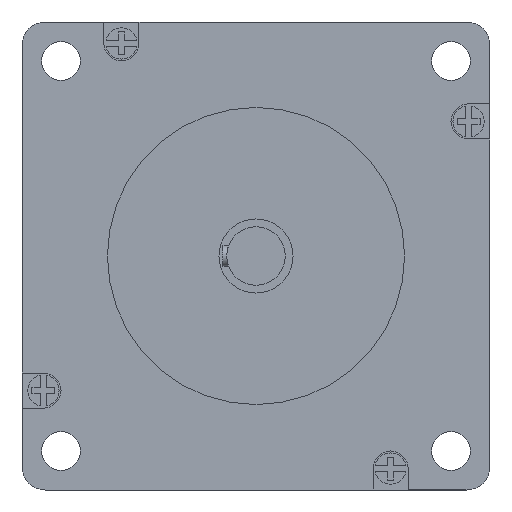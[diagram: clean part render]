
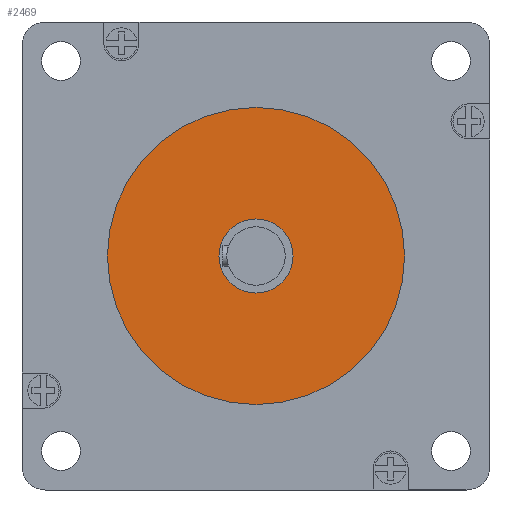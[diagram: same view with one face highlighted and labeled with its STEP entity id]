
A CAD part, left-side view. The second image highlights one B-rep face of the part: STEP entity #2469.
In plain terms, the highlighted planar face has unit normal (-1, 0, 0).
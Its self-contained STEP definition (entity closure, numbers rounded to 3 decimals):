
#154 = DIRECTION ( 'NONE',  ( 0., 0., 1. ) ) ;
#260 = VERTEX_POINT ( 'NONE', #1255 ) ;
#330 = AXIS2_PLACEMENT_3D ( 'NONE', #1568, #4103, #1932 ) ;
#498 = CARTESIAN_POINT ( 'NONE',  ( -57.6, 0., 0. ) ) ;
#504 = DIRECTION ( 'NONE',  ( -1., 0., 0. ) ) ;
#596 = DIRECTION ( 'NONE',  ( -1., 0., 0. ) ) ;
#628 = CARTESIAN_POINT ( 'NONE',  ( -57.6, 0., 19.05 ) ) ;
#1003 = DIRECTION ( 'NONE',  ( 0., 0., 1. ) ) ;
#1064 = AXIS2_PLACEMENT_3D ( 'NONE', #3766, #504, #1953 ) ;
#1118 = ORIENTED_EDGE ( 'NONE', *, *, #4347, .T. ) ;
#1255 = CARTESIAN_POINT ( 'NONE',  ( -57.6, 0., 4.75 ) ) ;
#1449 = EDGE_LOOP ( 'NONE', ( #3426, #1118 ) ) ;
#1522 = PLANE ( 'NONE',  #330 ) ;
#1568 = CARTESIAN_POINT ( 'NONE',  ( -57.6, 0., 0. ) ) ;
#1767 = AXIS2_PLACEMENT_3D ( 'NONE', #498, #3428, #154 ) ;
#1932 = DIRECTION ( 'NONE',  ( 0., 0., 1. ) ) ;
#1953 = DIRECTION ( 'NONE',  ( 0., 0., 1. ) ) ;
#1970 = FACE_BOUND ( 'NONE', #4415, .T. ) ;
#2071 = EDGE_CURVE ( 'NONE', #260, #3929, #2521, .T. ) ;
#2434 = AXIS2_PLACEMENT_3D ( 'NONE', #3181, #3490, #1003 ) ;
#2469 = ADVANCED_FACE ( 'NONE', ( #1970, #2691 ), #1522, .T. ) ;
#2521 = CIRCLE ( 'NONE', #1064, 4.75 ) ;
#2631 = EDGE_CURVE ( 'NONE', #3921, #3253, #3443, .T. ) ;
#2691 = FACE_OUTER_BOUND ( 'NONE', #1449, .T. ) ;
#2735 = CARTESIAN_POINT ( 'NONE',  ( -57.6, 0., -4.75 ) ) ;
#2748 = CIRCLE ( 'NONE', #4200, 4.75 ) ;
#2761 = ORIENTED_EDGE ( 'NONE', *, *, #3239, .F. ) ;
#3181 = CARTESIAN_POINT ( 'NONE',  ( -57.6, 0., 0. ) ) ;
#3239 = EDGE_CURVE ( 'NONE', #3929, #260, #2748, .T. ) ;
#3253 = VERTEX_POINT ( 'NONE', #628 ) ;
#3426 = ORIENTED_EDGE ( 'NONE', *, *, #2631, .T. ) ;
#3428 = DIRECTION ( 'NONE',  ( -1., 0., 0. ) ) ;
#3443 = CIRCLE ( 'NONE', #1767, 19.05 ) ;
#3478 = CARTESIAN_POINT ( 'NONE',  ( -57.6, 0., -19.05 ) ) ;
#3490 = DIRECTION ( 'NONE',  ( -1., 0., 0. ) ) ;
#3544 = ORIENTED_EDGE ( 'NONE', *, *, #2071, .F. ) ;
#3766 = CARTESIAN_POINT ( 'NONE',  ( -57.6, 0., 0. ) ) ;
#3921 = VERTEX_POINT ( 'NONE', #3478 ) ;
#3929 = VERTEX_POINT ( 'NONE', #2735 ) ;
#3942 = DIRECTION ( 'NONE',  ( 0., 0., 1. ) ) ;
#4103 = DIRECTION ( 'NONE',  ( -1., 0., 0. ) ) ;
#4200 = AXIS2_PLACEMENT_3D ( 'NONE', #4210, #596, #3942 ) ;
#4210 = CARTESIAN_POINT ( 'NONE',  ( -57.6, 0., 0. ) ) ;
#4347 = EDGE_CURVE ( 'NONE', #3253, #3921, #4501, .T. ) ;
#4415 = EDGE_LOOP ( 'NONE', ( #3544, #2761 ) ) ;
#4501 = CIRCLE ( 'NONE', #2434, 19.05 ) ;
